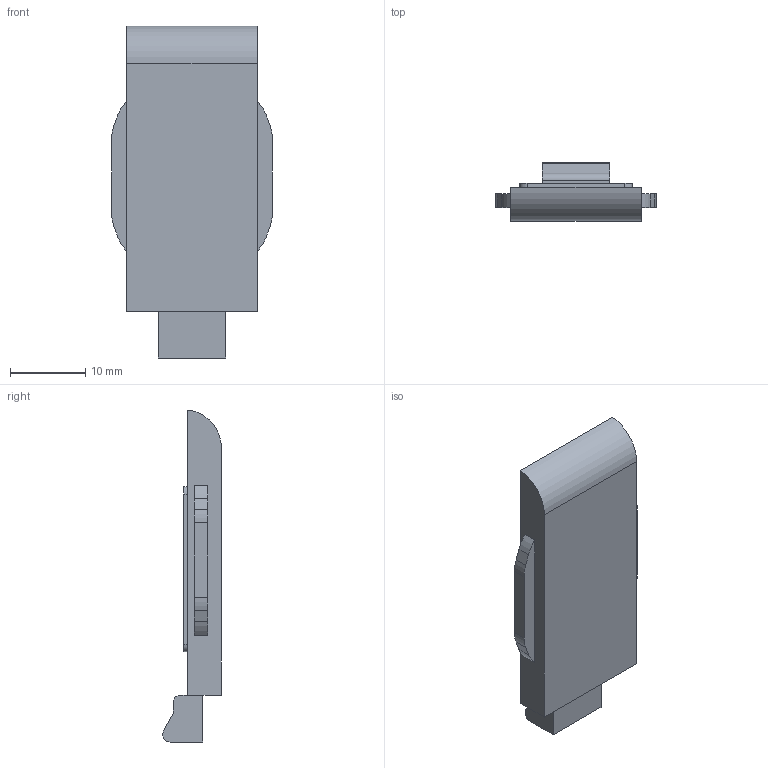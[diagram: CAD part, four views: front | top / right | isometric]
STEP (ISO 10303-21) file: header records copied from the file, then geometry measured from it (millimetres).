
FILE_DESCRIPTION (( 'STEP AP203' ), '1' );
FILE_NAME ('35-BODEN-V2A.step', '2021-11-25T10:15:19', ( '' ), ( '' ), 'SwSTEP 2.0', 'SolidWorks 2018', '' );
FILE_SCHEMA (( 'CONFIG_CONTROL_DESIGN' ));
Length unit declared in the file: millimetre
Products named in the file (5): 35-BODEN-V2A; 35-Boden; 35-Boden-GU; 35-Boden_35-Boden-V2A; 35-Boden-GU_35-Boden-GU
Assembly tree (2 placements, depth 2):
  35-BODEN-V2A
    35-Boden_35-Boden-V2A
    35-Boden-GU_35-Boden-GU
  35-Boden
  35-Boden-GU
Bounding box: 21.4 x 7.83 x 44.25 mm (x, y, z)
Volume: 3412.7 mm3; surface area: 2894 mm2
Topology: 2 solids, 2 shells, 321 faces, 853 edges, 568 vertices
Faces by surface type: plane 182, bspline 120, cylinder 19
Entity records: 16246 total; most frequent: CARTESIAN_POINT 8588, ORIENTED_EDGE 1706, DIRECTION 1065, EDGE_CURVE 853, VECTOR 575, LINE 575, VERTEX_POINT 568, EDGE_LOOP 353
